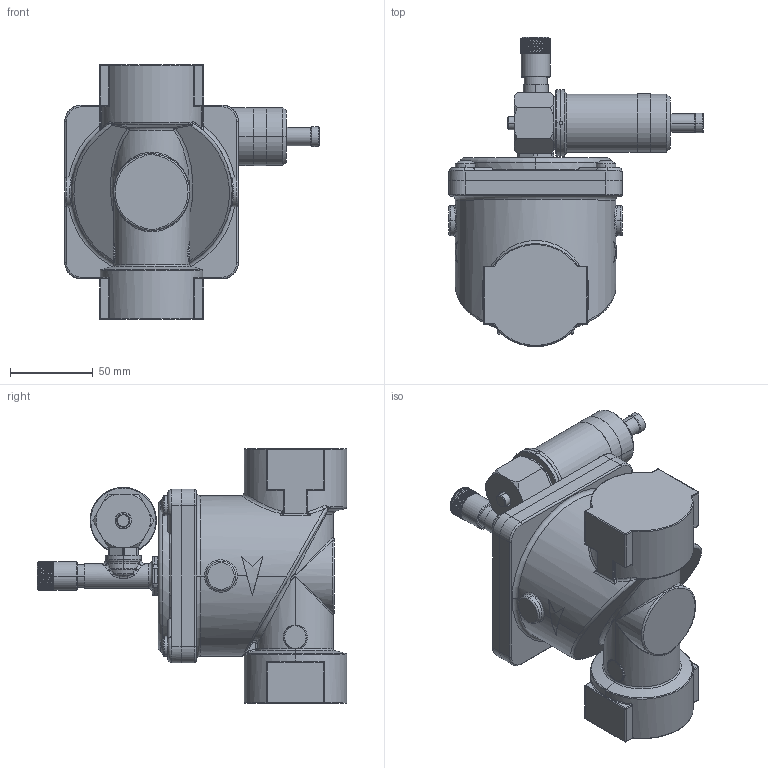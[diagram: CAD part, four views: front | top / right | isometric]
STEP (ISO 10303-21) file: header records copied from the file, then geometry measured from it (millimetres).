
FILE_DESCRIPTION (( 'STEP AP203' ), '1' );
FILE_NAME ('VIC-A-DN32.STEP', '2023-03-15T13:36:39', ( '' ), ( '' ), 'SwSTEP 2.0', 'SolidWorks 2021', '' );
FILE_SCHEMA (( 'CONFIG_CONTROL_DESIGN' ));
Length unit declared in the file: millimetre
Products named in the file (1): VIC-A-DN32
Bounding box: 153.8 x 186.9 x 154 mm (x, y, z)
Volume: 1043990.4 mm3; surface area: 90334 mm2
Topology: 1 solids, 1 shells, 2865 faces, 8223 edges, 5307 vertices
Faces by surface type: plane 1781, cylinder 721, bspline 158, torus 94, cone 75, sphere 36
Entity records: 99355 total; most frequent: CARTESIAN_POINT 32738, ORIENTED_EDGE 16306, DIRECTION 11479, EDGE_CURVE 8153, VERTEX_POINT 5307, VECTOR 4049, LINE 4049, AXIS2_PLACEMENT_3D 3715
